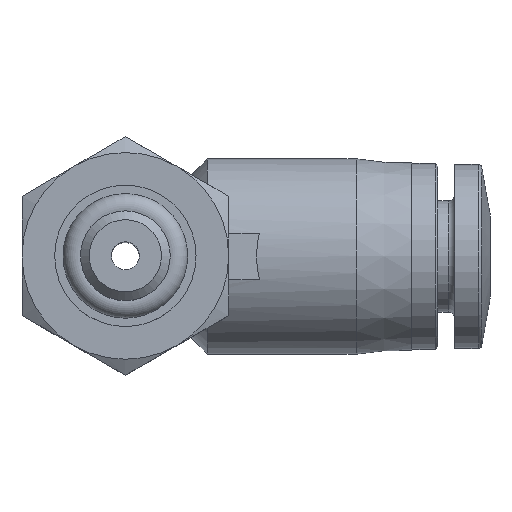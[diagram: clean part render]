
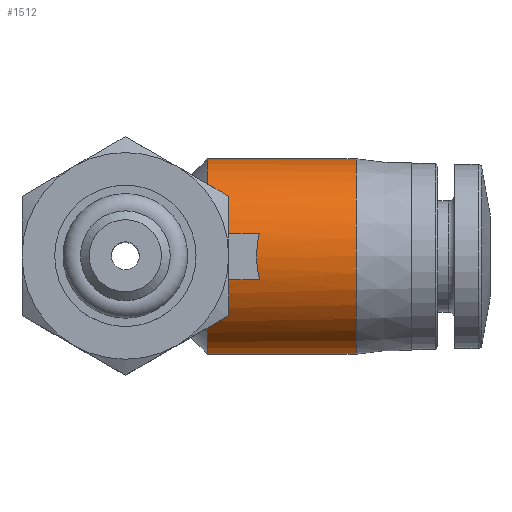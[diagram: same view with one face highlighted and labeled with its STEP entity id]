
A CAD part, top view. The second image highlights one B-rep face of the part: STEP entity #1512.
In plain terms, the highlighted cylindrical face has radius 5.25 mm (diameter 10.5 mm), a full revolution.
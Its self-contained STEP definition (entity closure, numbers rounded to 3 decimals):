
#56=B_SPLINE_CURVE_WITH_KNOTS('',3,(#2057,#2058,#2059,#2060),
 .UNSPECIFIED.,.F.,.F.,(4,4),(0.,0.001),
 .UNSPECIFIED.);
#57=B_SPLINE_CURVE_WITH_KNOTS('',3,(#2064,#2065,#2066,#2067),
 .UNSPECIFIED.,.F.,.F.,(4,4),(0.,0.001),
 .UNSPECIFIED.);
#59=B_SPLINE_CURVE_WITH_KNOTS('',3,(#2076,#2077,#2078,#2079),
 .UNSPECIFIED.,.F.,.F.,(4,4),(0.001,0.001),
 .UNSPECIFIED.);
#60=B_SPLINE_CURVE_WITH_KNOTS('',3,(#2081,#2082,#2083,#2084),
 .UNSPECIFIED.,.F.,.F.,(4,4),(0.004,0.004),
 .UNSPECIFIED.);
#113=LINE('',#2092,#131);
#115=LINE('',#2096,#133);
#118=LINE('',#2102,#136);
#119=LINE('',#2104,#137);
#131=VECTOR('',#1738,1000.);
#133=VECTOR('',#1742,1000.);
#136=VECTOR('',#1747,1000.);
#137=VECTOR('',#1750,1000.);
#148=ELLIPSE('',#1543,7.425,5.25);
#149=ELLIPSE('',#1545,7.425,5.25);
#155=ELLIPSE('',#1635,7.425,5.25);
#156=ELLIPSE('',#1637,7.425,5.25);
#353=ORIENTED_EDGE('',*,*,#512,.F.);
#354=ORIENTED_EDGE('',*,*,#511,.T.);
#355=ORIENTED_EDGE('',*,*,#412,.T.);
#356=ORIENTED_EDGE('',*,*,#442,.F.);
#357=ORIENTED_EDGE('',*,*,#506,.T.);
#358=ORIENTED_EDGE('',*,*,#437,.T.);
#359=ORIENTED_EDGE('',*,*,#414,.T.);
#360=ORIENTED_EDGE('',*,*,#510,.T.);
#361=ORIENTED_EDGE('',*,*,#429,.T.);
#362=ORIENTED_EDGE('',*,*,#432,.T.);
#363=ORIENTED_EDGE('',*,*,#439,.T.);
#364=ORIENTED_EDGE('',*,*,#507,.T.);
#365=ORIENTED_EDGE('',*,*,#443,.F.);
#366=ORIENTED_EDGE('',*,*,#433,.T.);
#367=ORIENTED_EDGE('',*,*,#427,.T.);
#412=EDGE_CURVE('',#537,#536,#148,.T.);
#414=EDGE_CURVE('',#534,#538,#149,.T.);
#427=EDGE_CURVE('',#549,#548,#56,.T.);
#429=EDGE_CURVE('',#551,#550,#57,.T.);
#432=EDGE_CURVE('',#550,#553,#59,.T.);
#433=EDGE_CURVE('',#554,#549,#60,.T.);
#437=EDGE_CURVE('',#557,#534,#113,.F.);
#439=EDGE_CURVE('',#553,#558,#115,.T.);
#442=EDGE_CURVE('',#559,#536,#118,.F.);
#443=EDGE_CURVE('',#554,#560,#119,.T.);
#506=EDGE_CURVE('',#559,#557,#155,.F.);
#507=EDGE_CURVE('',#558,#560,#156,.F.);
#510=EDGE_CURVE('',#538,#551,#662,.T.);
#511=EDGE_CURVE('',#548,#537,#663,.T.);
#512=EDGE_CURVE('',#604,#604,#664,.T.);
#534=VERTEX_POINT('',#2007);
#536=VERTEX_POINT('',#2011);
#537=VERTEX_POINT('',#2013);
#538=VERTEX_POINT('',#2015);
#548=VERTEX_POINT('',#2056);
#549=VERTEX_POINT('',#2061);
#550=VERTEX_POINT('',#2063);
#551=VERTEX_POINT('',#2068);
#553=VERTEX_POINT('',#2080);
#554=VERTEX_POINT('',#2085);
#557=VERTEX_POINT('',#2093);
#558=VERTEX_POINT('',#2097);
#559=VERTEX_POINT('',#2101);
#560=VERTEX_POINT('',#2105);
#604=VERTEX_POINT('',#2336);
#662=CIRCLE('',#1643,5.25);
#663=CIRCLE('',#1645,5.25);
#664=CIRCLE('',#1647,5.25);
#761=EDGE_LOOP('',(#353));
#762=EDGE_LOOP('',(#354,#355,#356,#357,#358,#359,#360,#361,#362,#363,#364,
#365,#366,#367));
#879=FACE_BOUND('',#761,.T.);
#880=FACE_BOUND('',#762,.T.);
#929=CYLINDRICAL_SURFACE('',#1646,5.25);
#1512=ADVANCED_FACE('',(#879,#880),#929,.T.);
#1543=AXIS2_PLACEMENT_3D('',#2012,#1700,#1701);
#1545=AXIS2_PLACEMENT_3D('',#2016,#1704,#1705);
#1635=AXIS2_PLACEMENT_3D('',#2323,#1900,#1901);
#1637=AXIS2_PLACEMENT_3D('',#2325,#1904,#1905);
#1643=AXIS2_PLACEMENT_3D('',#2331,#1916,#1917);
#1645=AXIS2_PLACEMENT_3D('',#2333,#1920,#1921);
#1646=AXIS2_PLACEMENT_3D('',#2334,#1922,#1923);
#1647=AXIS2_PLACEMENT_3D('',#2335,#1924,#1925);
#1700=DIRECTION('',(0.707,0.,0.707));
#1701=DIRECTION('',(-0.707,0.,0.707));
#1704=DIRECTION('',(0.707,0.,0.707));
#1705=DIRECTION('',(-0.707,0.,0.707));
#1738=DIRECTION('',(1.,0.,0.));
#1742=DIRECTION('',(1.,0.,0.));
#1747=DIRECTION('',(1.,0.,0.));
#1750=DIRECTION('',(1.,0.,0.));
#1900=DIRECTION('',(-0.707,0.,0.707));
#1901=DIRECTION('',(0.707,0.,0.707));
#1904=DIRECTION('',(-0.707,0.,-0.707));
#1905=DIRECTION('',(0.707,0.,-0.707));
#1916=DIRECTION('',(1.,0.,0.));
#1917=DIRECTION('',(0.,0.,-1.));
#1920=DIRECTION('',(1.,0.,0.));
#1921=DIRECTION('',(0.,0.,-1.));
#1922=DIRECTION('',(1.,0.,0.));
#1923=DIRECTION('',(0.,0.,-1.));
#1924=DIRECTION('',(1.,0.,0.));
#1925=DIRECTION('',(0.,0.,-1.));
#2007=CARTESIAN_POINT('',(5.099,1.25,-5.099));
#2011=CARTESIAN_POINT('',(5.099,-1.25,-5.099));
#2012=CARTESIAN_POINT('',(0.,0.,0.));
#2013=CARTESIAN_POINT('',(4.4,-2.864,-4.4));
#2015=CARTESIAN_POINT('',(4.4,2.864,-4.4));
#2016=CARTESIAN_POINT('',(0.,0.,0.));
#2056=CARTESIAN_POINT('',(4.4,-2.025,4.844));
#2057=CARTESIAN_POINT('',(4.737,-1.601,5.));
#2058=CARTESIAN_POINT('',(4.635,-1.751,4.952));
#2059=CARTESIAN_POINT('',(4.522,-1.892,4.899));
#2060=CARTESIAN_POINT('',(4.4,-2.025,4.844));
#2061=CARTESIAN_POINT('',(4.737,-1.601,5.));
#2063=CARTESIAN_POINT('',(4.737,1.601,5.));
#2064=CARTESIAN_POINT('',(4.4,2.025,4.844));
#2065=CARTESIAN_POINT('',(4.522,1.892,4.899));
#2066=CARTESIAN_POINT('',(4.635,1.751,4.952));
#2067=CARTESIAN_POINT('',(4.737,1.601,5.));
#2068=CARTESIAN_POINT('',(4.4,2.025,4.844));
#2076=CARTESIAN_POINT('',(4.737,1.601,5.));
#2077=CARTESIAN_POINT('',(4.775,1.487,5.037));
#2078=CARTESIAN_POINT('',(4.81,1.37,5.07));
#2079=CARTESIAN_POINT('',(4.841,1.25,5.099));
#2080=CARTESIAN_POINT('',(4.841,1.25,5.099));
#2081=CARTESIAN_POINT('',(4.841,-1.25,5.099));
#2082=CARTESIAN_POINT('',(4.811,-1.369,5.07));
#2083=CARTESIAN_POINT('',(4.775,-1.487,5.037));
#2084=CARTESIAN_POINT('',(4.737,-1.601,5.));
#2085=CARTESIAN_POINT('',(4.841,-1.25,5.099));
#2092=CARTESIAN_POINT('',(19.6,1.25,-5.099));
#2093=CARTESIAN_POINT('',(7.205,1.25,-5.099));
#2096=CARTESIAN_POINT('',(19.6,1.25,5.099));
#2097=CARTESIAN_POINT('',(7.205,1.25,5.099));
#2101=CARTESIAN_POINT('',(7.205,-1.25,-5.099));
#2102=CARTESIAN_POINT('',(19.6,-1.25,-5.099));
#2104=CARTESIAN_POINT('',(19.6,-1.25,5.099));
#2105=CARTESIAN_POINT('',(7.205,-1.25,5.099));
#2323=CARTESIAN_POINT('',(12.304,0.,0.));
#2325=CARTESIAN_POINT('',(12.304,0.,0.));
#2331=CARTESIAN_POINT('',(4.4,0.,0.));
#2333=CARTESIAN_POINT('',(4.4,0.,0.));
#2334=CARTESIAN_POINT('',(19.6,0.,0.));
#2335=CARTESIAN_POINT('',(12.4,0.,0.));
#2336=CARTESIAN_POINT('',(12.4,0.,-5.25));
